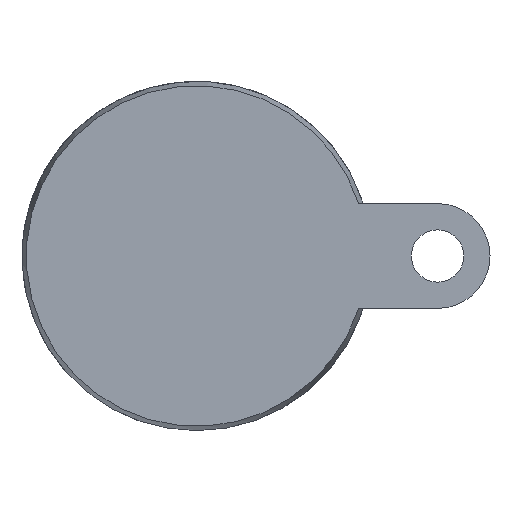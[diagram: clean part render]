
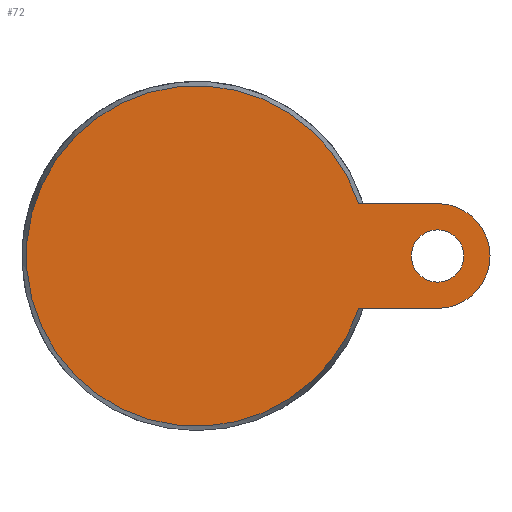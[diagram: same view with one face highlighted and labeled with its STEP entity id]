
A CAD part, front view. The second image highlights one B-rep face of the part: STEP entity #72.
In plain terms, the highlighted planar face has unit normal (0, -1, 0).
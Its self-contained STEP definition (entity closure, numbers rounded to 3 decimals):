
#72 = ADVANCED_FACE( '', ( #180, #181 ), #182, .F. );
#180 = FACE_BOUND( '', #337, .T. );
#181 = FACE_OUTER_BOUND( '', #338, .T. );
#182 = PLANE( '', #339 );
#337 = EDGE_LOOP( '', ( #528 ) );
#338 = EDGE_LOOP( '', ( #529, #530, #531, #532 ) );
#339 = AXIS2_PLACEMENT_3D( '', #533, #534, #535 );
#528 = ORIENTED_EDGE( '', *, *, #855, .T. );
#529 = ORIENTED_EDGE( '', *, *, #856, .F. );
#530 = ORIENTED_EDGE( '', *, *, #857, .T. );
#531 = ORIENTED_EDGE( '', *, *, #858, .F. );
#532 = ORIENTED_EDGE( '', *, *, #859, .F. );
#533 = CARTESIAN_POINT( '', ( 48.75, 0., 0. ) );
#534 = DIRECTION( '', ( 0., 1., 0. ) );
#535 = DIRECTION( '', ( 0., 0., 1. ) );
#855 = EDGE_CURVE( '', #984, #984, #985, .T. );
#856 = EDGE_CURVE( '', #986, #987, #988, .T. );
#857 = EDGE_CURVE( '', #986, #989, #990, .T. );
#858 = EDGE_CURVE( '', #991, #989, #992, .T. );
#859 = EDGE_CURVE( '', #987, #991, #993, .T. );
#984 = VERTEX_POINT( '', #1176 );
#985 = CIRCLE( '', #1177, 7.5 );
#986 = VERTEX_POINT( '', #1178 );
#987 = VERTEX_POINT( '', #1179 );
#988 = LINE( '', #1180, #1181 );
#989 = VERTEX_POINT( '', #1182 );
#990 = CIRCLE( '', #1183, 48.75 );
#991 = VERTEX_POINT( '', #1184 );
#992 = LINE( '', #1185, #1186 );
#993 = CIRCLE( '', #1187, 15. );
#1176 = CARTESIAN_POINT( '', ( 76.5, 0., 0. ) );
#1177 = AXIS2_PLACEMENT_3D( '', #1506, #1507, #1508 );
#1178 = CARTESIAN_POINT( '', ( 46.385, 0., 15. ) );
#1179 = CARTESIAN_POINT( '', ( 69., 0., 15. ) );
#1180 = CARTESIAN_POINT( '', ( 0., 0., 15. ) );
#1181 = VECTOR( '', #1509, 1000. );
#1182 = CARTESIAN_POINT( '', ( 46.385, 0., -15. ) );
#1183 = AXIS2_PLACEMENT_3D( '', #1510, #1511, #1512 );
#1184 = CARTESIAN_POINT( '', ( 69., 0., -15. ) );
#1185 = CARTESIAN_POINT( '', ( 69., 0., -15. ) );
#1186 = VECTOR( '', #1513, 1000. );
#1187 = AXIS2_PLACEMENT_3D( '', #1514, #1515, #1516 );
#1506 = CARTESIAN_POINT( '', ( 69., 0., 0. ) );
#1507 = DIRECTION( '', ( 0., 1., 0. ) );
#1508 = DIRECTION( '', ( 1., 0., 0. ) );
#1509 = DIRECTION( '', ( 1., 0., 0. ) );
#1510 = CARTESIAN_POINT( '', ( 0., 0., 0. ) );
#1511 = DIRECTION( '', ( 0., -1., 0. ) );
#1512 = DIRECTION( '', ( 0., 0., -1. ) );
#1513 = DIRECTION( '', ( -1., 0., 0. ) );
#1514 = CARTESIAN_POINT( '', ( 69., 0., 0. ) );
#1515 = DIRECTION( '', ( 0., 1., 0. ) );
#1516 = DIRECTION( '', ( 1., 0., 0. ) );
